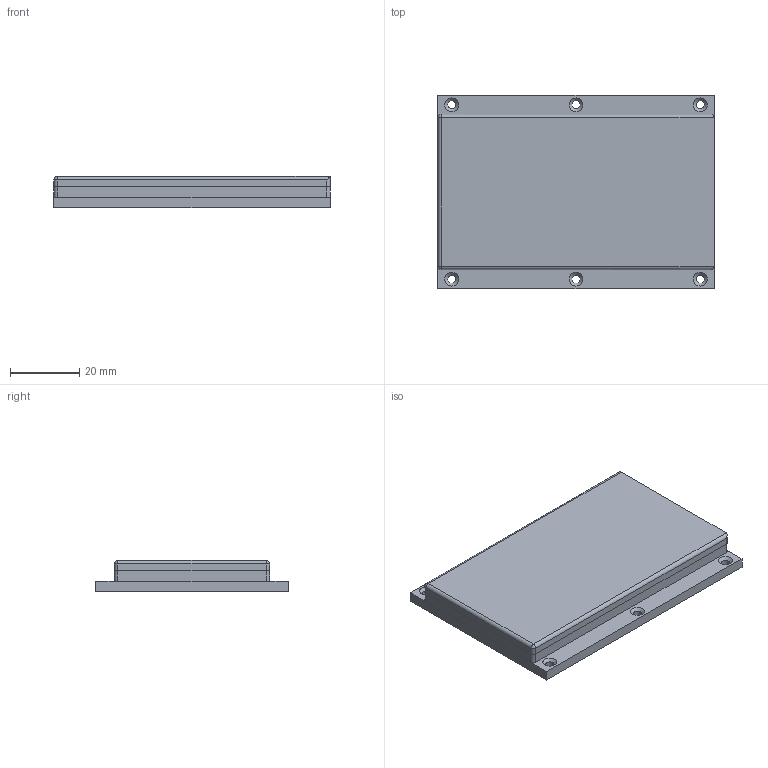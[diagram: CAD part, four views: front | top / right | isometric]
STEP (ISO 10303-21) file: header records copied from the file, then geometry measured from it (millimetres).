
FILE_DESCRIPTION(('FreeCAD Model'),'2;1');
FILE_NAME('Open CASCADE Shape Model','2024-12-10T15:08:12',(''),(''), 'Open CASCADE STEP processor 7.6','FreeCAD','Unknown');
FILE_SCHEMA(('AUTOMOTIVE_DESIGN { 1 0 10303 214 1 1 1 1 }'));
Length unit declared in the file: millimetre
Products named in the file (4): CentelladorV2; Centellador_1; Centellador_2; Cuerpo
Assembly tree (3 placements, depth 2):
  CentelladorV2
    Centellador_1
    Centellador_2
    Cuerpo
Bounding box: 80 x 56 x 9 mm (x, y, z)
Volume: 26180.5 mm3; surface area: 19357.9 mm2
Topology: 3 solids, 3 shells, 85 faces, 203 edges, 123 vertices
Faces by surface type: plane 51, cylinder 26, cone 6, sphere 2
Full cylindrical faces by diameter (mm): 2.4 x6
Entity records: 2526 total; most frequent: DIRECTION 431, CARTESIAN_POINT 413, ORIENTED_EDGE 402, EDGE_CURVE 201, LINE 149, VECTOR 149, AXIS2_PLACEMENT_3D 141, VERTEX_POINT 123
